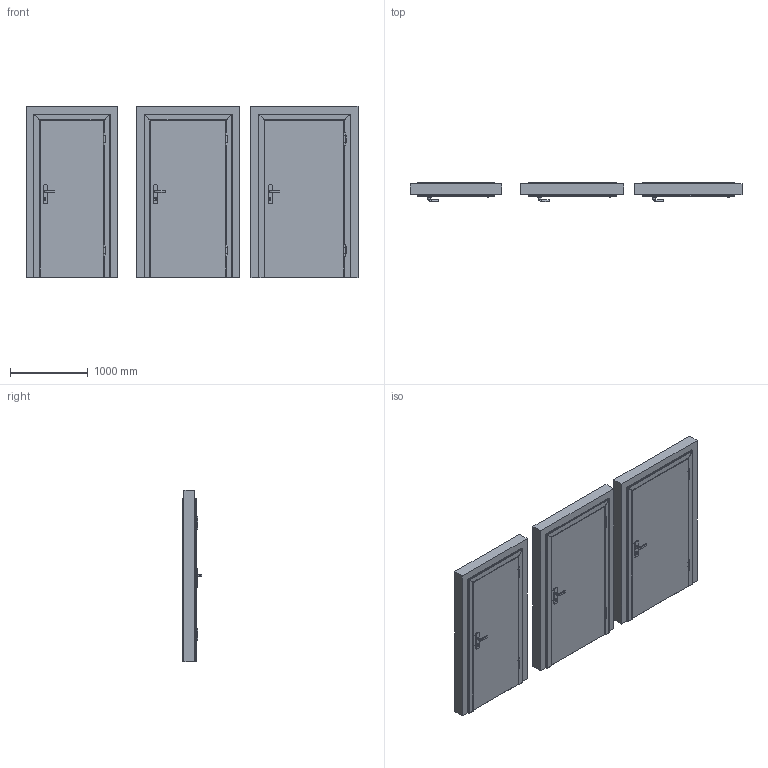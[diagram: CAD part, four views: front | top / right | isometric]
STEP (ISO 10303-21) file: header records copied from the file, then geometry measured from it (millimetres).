
FILE_DESCRIPTION(/* description */ (''),/* implementation_level */ '2;1');
FILE_NAME(/* name */ '050067_A_2-Drzwi akustyczne SILENCE 37dB na ościeżnicy Porta System..stp',/* time_stamp */ '2024-05-22T14:15:09+02:00',/* author */ (''),/* organization */ (''),/* preprocessor_version */ 'ST-DEVELOPER v16',/* originating_system */ 'SIEMENS PLM Software NX 11.0',/* authorisation */ '');
FILE_SCHEMA (('AUTOMOTIVE_DESIGN { 1 0 10303 214 3 1 1 1 }'));
Products named in the file (1): bkni23346D16w4co
Bounding box: 4280 x 247.25 x 2210 mm (x, y, z)
Volume: 703686175.6 mm3; surface area: 53745519.4 mm2
Topology: 222 solids, 222 shells, 4998 faces, 12804 edges, 8403 vertices
Faces by surface type: plane 3009, cylinder 1200, bspline 408, cone 255, torus 114, sphere 12
Full cylindrical faces by diameter (mm): 4 x3, 4.5 x18, 5 x30, 5.5 x12, 6 x96, 6.5 x36, 7.4 x24, 7.5 x24, 10 x66, 10.5 x18, 11 x54, 14 x12, 16 x12, 17 x3, 18 x6, 19 x12, 30 x6
Entity records: 157554 total; most frequent: CARTESIAN_POINT 38550, ORIENTED_EDGE 23652, DIRECTION 23165, EDGE_CURVE 11826, VERTEX_POINT 8166, LINE 7965, VECTOR 7965, AXIS2_PLACEMENT_3D 7600
